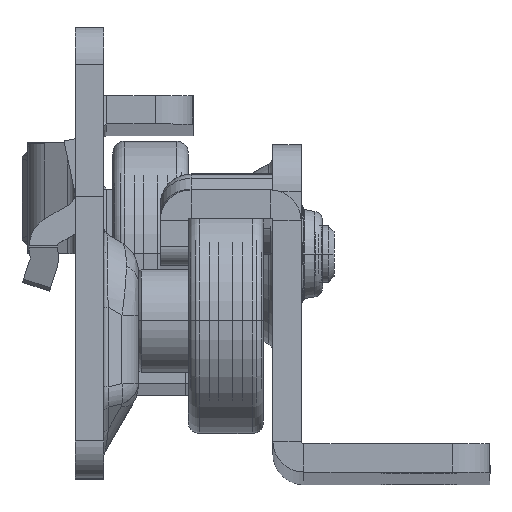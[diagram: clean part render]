
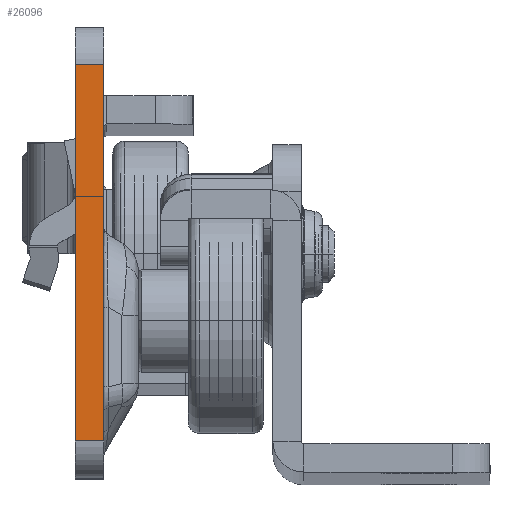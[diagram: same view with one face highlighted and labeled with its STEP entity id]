
A CAD part, top view. The second image highlights one B-rep face of the part: STEP entity #26096.
In plain terms, the highlighted planar face has unit normal (0, 0, 1).
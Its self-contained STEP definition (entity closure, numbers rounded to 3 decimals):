
#978 = EDGE_CURVE ( 'NONE', #2868, #21404, #11049, .T. ) ;
#1185 = CARTESIAN_POINT ( 'NONE',  ( 0., -29.094, 0. ) ) ;
#2665 = CARTESIAN_POINT ( 'NONE',  ( -3., -29.094, 0. ) ) ;
#2811 = VERTEX_POINT ( 'NONE', #5477 ) ;
#2868 = VERTEX_POINT ( 'NONE', #10447 ) ;
#3001 = DIRECTION ( 'NONE',  ( 1., 0., 0. ) ) ;
#3949 = VECTOR ( 'NONE', #3001, 1000. ) ;
#4370 = FACE_OUTER_BOUND ( 'NONE', #5882, .T. ) ;
#5459 = CARTESIAN_POINT ( 'NONE',  ( -122.719, -21.7, 0. ) ) ;
#5477 = CARTESIAN_POINT ( 'NONE',  ( 0., -21.7, 0. ) ) ;
#5595 = DIRECTION ( 'NONE',  ( 1., 0., 0. ) ) ;
#5882 = EDGE_LOOP ( 'NONE', ( #26386, #11360, #23926, #23501 ) ) ;
#6656 = DIRECTION ( 'NONE',  ( 1., 0., 0. ) ) ;
#8036 = EDGE_CURVE ( 'NONE', #19141, #2811, #11976, .T. ) ;
#8496 = VECTOR ( 'NONE', #14409, 1000. ) ;
#8516 = CARTESIAN_POINT ( 'NONE',  ( -3., -29.094, 0. ) ) ;
#8648 = DIRECTION ( 'NONE',  ( 0., -1., 0. ) ) ;
#10141 = CARTESIAN_POINT ( 'NONE',  ( -3., -21.7, 0. ) ) ;
#10347 = AXIS2_PLACEMENT_3D ( 'NONE', #2665, #28062, #6656 ) ;
#10447 = CARTESIAN_POINT ( 'NONE',  ( -3., 18.3, 0. ) ) ;
#11049 = LINE ( 'NONE', #8516, #20913 ) ;
#11194 = PLANE ( 'NONE',  #10347 ) ;
#11360 = ORIENTED_EDGE ( 'NONE', *, *, #25367, .F. ) ;
#11976 = LINE ( 'NONE', #1185, #8496 ) ;
#14409 = DIRECTION ( 'NONE',  ( 0., -1., 0. ) ) ;
#16810 = CARTESIAN_POINT ( 'NONE',  ( 0., 18.3, 0. ) ) ;
#19141 = VERTEX_POINT ( 'NONE', #16810 ) ;
#20349 = CARTESIAN_POINT ( 'NONE',  ( -3., 18.3, 0. ) ) ;
#20913 = VECTOR ( 'NONE', #8648, 1000. ) ;
#21350 = EDGE_CURVE ( 'NONE', #21404, #2811, #22784, .T. ) ;
#21404 = VERTEX_POINT ( 'NONE', #10141 ) ;
#21514 = VECTOR ( 'NONE', #5595, 1000. ) ;
#22618 = LINE ( 'NONE', #20349, #3949 ) ;
#22784 = LINE ( 'NONE', #5459, #21514 ) ;
#23501 = ORIENTED_EDGE ( 'NONE', *, *, #21350, .T. ) ;
#23926 = ORIENTED_EDGE ( 'NONE', *, *, #978, .T. ) ;
#25367 = EDGE_CURVE ( 'NONE', #2868, #19141, #22618, .T. ) ;
#26096 = ADVANCED_FACE ( 'NONE', ( #4370 ), #11194, .T. ) ;
#26386 = ORIENTED_EDGE ( 'NONE', *, *, #8036, .F. ) ;
#28062 = DIRECTION ( 'NONE',  ( 0., 0., 1. ) ) ;
